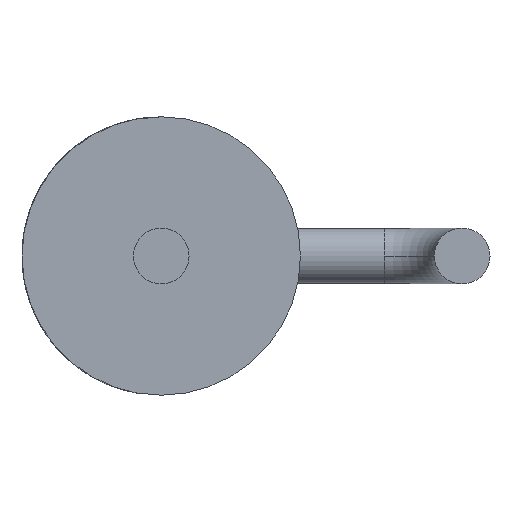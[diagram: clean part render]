
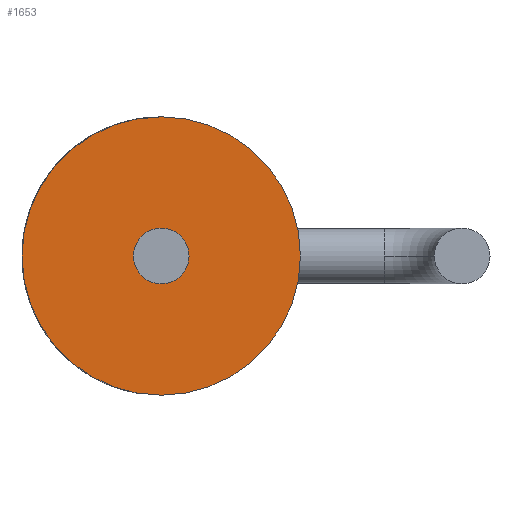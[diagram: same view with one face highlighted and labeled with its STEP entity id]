
A CAD part, front view. The second image highlights one B-rep face of the part: STEP entity #1653.
In plain terms, the highlighted planar face has unit normal (0, -1, 0).
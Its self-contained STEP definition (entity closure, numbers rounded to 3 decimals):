
#79 = AXIS2_PLACEMENT_3D ( 'NONE', #3263, #2151, #2553 ) ;
#156 = EDGE_LOOP ( 'NONE', ( #3171, #1093 ) ) ;
#572 = CIRCLE ( 'NONE', #79, 2.35 ) ;
#1038 = AXIS2_PLACEMENT_3D ( 'NONE', #4047, #1431, #3771 ) ;
#1075 = VERTEX_POINT ( 'NONE', #1750 ) ;
#1093 = ORIENTED_EDGE ( 'NONE', *, *, #2703, .F. ) ;
#1107 = EDGE_CURVE ( 'NONE', #1075, #3980, #3710, .T. ) ;
#1271 = PLANE ( 'NONE',  #2412 ) ;
#1315 = CARTESIAN_POINT ( 'NONE',  ( 0.47, 2., 0. ) ) ;
#1326 = CARTESIAN_POINT ( 'NONE',  ( -0.47, 2., 0. ) ) ;
#1431 = DIRECTION ( 'NONE',  ( 0., -1., 0. ) ) ;
#1653 = ADVANCED_FACE ( 'NONE', ( #1996, #2835 ), #1271, .F. ) ;
#1750 = CARTESIAN_POINT ( 'NONE',  ( 0., 2., -2.35 ) ) ;
#1761 = ORIENTED_EDGE ( 'NONE', *, *, #3888, .F. ) ;
#1996 = FACE_BOUND ( 'NONE', #3924, .T. ) ;
#2094 = DIRECTION ( 'NONE',  ( 0., 1., 0. ) ) ;
#2151 = DIRECTION ( 'NONE',  ( 0., 1., 0. ) ) ;
#2157 = ORIENTED_EDGE ( 'NONE', *, *, #3211, .F. ) ;
#2266 = CIRCLE ( 'NONE', #2344, 0.47 ) ;
#2344 = AXIS2_PLACEMENT_3D ( 'NONE', #4402, #4432, #3297 ) ;
#2412 = AXIS2_PLACEMENT_3D ( 'NONE', #3559, #2094, #2858 ) ;
#2497 = CIRCLE ( 'NONE', #1038, 0.47 ) ;
#2553 = DIRECTION ( 'NONE',  ( 0., 0., 1. ) ) ;
#2703 = EDGE_CURVE ( 'NONE', #3980, #1075, #572, .T. ) ;
#2835 = FACE_OUTER_BOUND ( 'NONE', #156, .T. ) ;
#2858 = DIRECTION ( 'NONE',  ( 0., 0., 1. ) ) ;
#3171 = ORIENTED_EDGE ( 'NONE', *, *, #1107, .F. ) ;
#3193 = DIRECTION ( 'NONE',  ( 0., 1., 0. ) ) ;
#3211 = EDGE_CURVE ( 'NONE', #3398, #3901, #2497, .T. ) ;
#3263 = CARTESIAN_POINT ( 'NONE',  ( 0., 2., 0. ) ) ;
#3297 = DIRECTION ( 'NONE',  ( 0., 0., 1. ) ) ;
#3398 = VERTEX_POINT ( 'NONE', #1315 ) ;
#3559 = CARTESIAN_POINT ( 'NONE',  ( 0., 2., 0. ) ) ;
#3710 = CIRCLE ( 'NONE', #4680, 2.35 ) ;
#3726 = CARTESIAN_POINT ( 'NONE',  ( 0., 2., 2.35 ) ) ;
#3771 = DIRECTION ( 'NONE',  ( 0., 0., 1. ) ) ;
#3888 = EDGE_CURVE ( 'NONE', #3901, #3398, #2266, .T. ) ;
#3901 = VERTEX_POINT ( 'NONE', #1326 ) ;
#3924 = EDGE_LOOP ( 'NONE', ( #2157, #1761 ) ) ;
#3980 = VERTEX_POINT ( 'NONE', #3726 ) ;
#4047 = CARTESIAN_POINT ( 'NONE',  ( 0., 2., 0. ) ) ;
#4402 = CARTESIAN_POINT ( 'NONE',  ( 0., 2., 0. ) ) ;
#4432 = DIRECTION ( 'NONE',  ( 0., -1., 0. ) ) ;
#4680 = AXIS2_PLACEMENT_3D ( 'NONE', #4803, #3193, #4716 ) ;
#4716 = DIRECTION ( 'NONE',  ( 0., 0., 1. ) ) ;
#4803 = CARTESIAN_POINT ( 'NONE',  ( 0., 2., 0. ) ) ;
